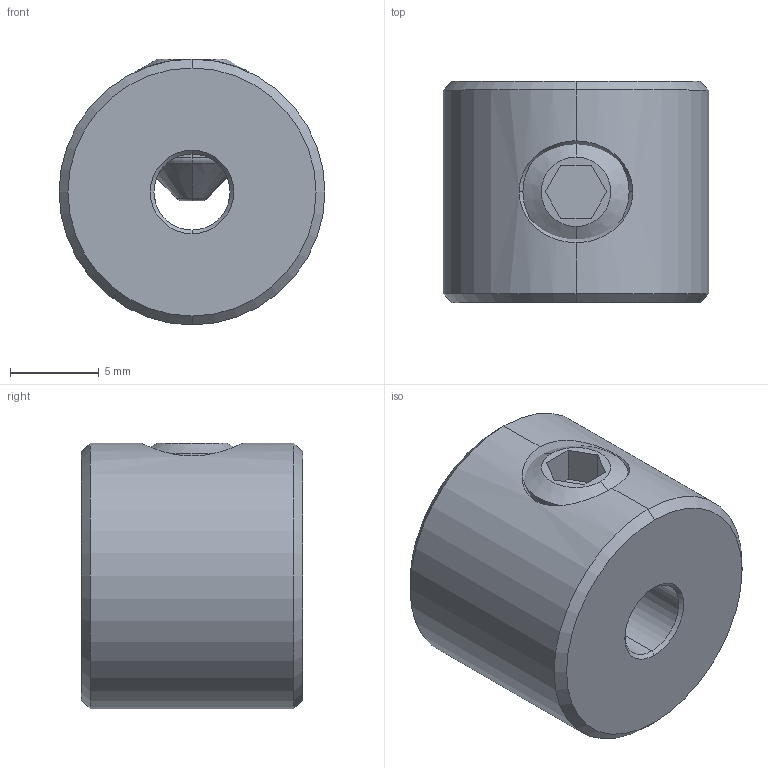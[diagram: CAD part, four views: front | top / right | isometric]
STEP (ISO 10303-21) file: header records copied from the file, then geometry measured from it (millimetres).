
FILE_DESCRIPTION (( 'STEP AP203' ), '1' );
FILE_NAME ('100061004.step', '2018-07-19T08:02:11', ( '' ), ( '' ), 'SwSTEP 2.0', 'SolidWorks 2015', '' );
FILE_SCHEMA (( 'CONFIG_CONTROL_DESIGN' ));
Length unit declared in the file: millimetre
Products named in the file (3): DIN914_DIN 914 M6x8; 10006100X Teil1_100061004 Teil1; 100061004
Assembly tree (2 placements, depth 2):
  100061004
    10006100X Teil1_100061004 Teil1
    DIN914_DIN 914 M6x8
Bounding box: 15 x 12.5 x 15 mm (x, y, z)
Volume: 2068 mm3; surface area: 1285.6 mm2
Topology: 2 solids, 2 shells, 251 faces, 645 edges, 424 vertices
Faces by surface type: plane 120, bspline 104, cone 15, cylinder 8, torus 4
Entity records: 15692 total; most frequent: CARTESIAN_POINT 9985, ORIENTED_EDGE 1290, DIRECTION 765, EDGE_CURVE 645, VERTEX_POINT 424, LINE 389, VECTOR 389, EDGE_LOOP 281
